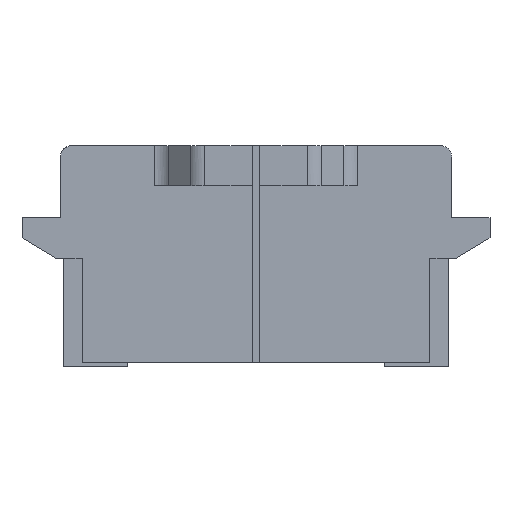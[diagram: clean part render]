
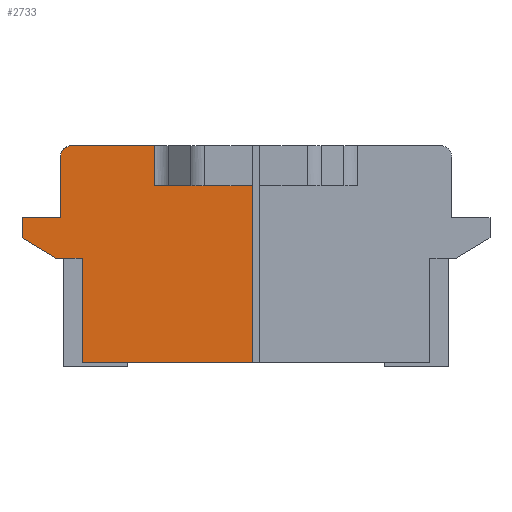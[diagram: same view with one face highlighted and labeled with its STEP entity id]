
A CAD part, left-side view. The second image highlights one B-rep face of the part: STEP entity #2733.
In plain terms, the highlighted planar face has unit normal (-1, 0, 0).
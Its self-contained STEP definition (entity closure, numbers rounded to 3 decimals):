
#365=CARTESIAN_POINT('',(-8.232,6.121,3.2));
#366=VERTEX_POINT('',#365);
#373=CARTESIAN_POINT('',(-8.232,10.294,3.2));
#374=VERTEX_POINT('',#373);
#375=CARTESIAN_POINT('',(-8.232,6.121,3.2));
#376=DIRECTION('',(0.,1.,0.));
#377=VECTOR('',#376,4.173);
#378=LINE('',#375,#377);
#379=EDGE_CURVE('',#366,#374,#378,.T.);
#878=CARTESIAN_POINT('',(-8.232,10.294,5.759));
#879=VERTEX_POINT('',#878);
#880=CARTESIAN_POINT('',(-8.232,10.294,3.2));
#881=DIRECTION('',(0.,0.,1.));
#882=VECTOR('',#881,2.559);
#883=LINE('',#880,#882);
#884=EDGE_CURVE('',#374,#879,#883,.T.);
#2557=CARTESIAN_POINT('',(-8.232,11.77,6.251));
#2558=VERTEX_POINT('',#2557);
#2565=CARTESIAN_POINT('',(-8.232,11.77,6.743));
#2566=VERTEX_POINT('',#2565);
#2567=CARTESIAN_POINT('',(-8.232,11.77,6.251));
#2568=DIRECTION('',(0.,0.,1.));
#2569=VECTOR('',#2568,0.492);
#2570=LINE('',#2567,#2569);
#2571=EDGE_CURVE('',#2558,#2566,#2570,.T.);
#2596=CARTESIAN_POINT('',(-8.232,10.835,6.743));
#2597=VERTEX_POINT('',#2596);
#2598=CARTESIAN_POINT('',(-8.232,11.77,6.743));
#2599=DIRECTION('',(0.,-1.,0.));
#2600=VECTOR('',#2599,0.935);
#2601=LINE('',#2598,#2600);
#2602=EDGE_CURVE('',#2566,#2597,#2601,.T.);
#2626=CARTESIAN_POINT('',(-8.232,10.953,5.759));
#2627=VERTEX_POINT('',#2626);
#2643=CARTESIAN_POINT('',(-8.232,10.294,5.759));
#2644=DIRECTION('',(0.,1.,0.));
#2645=VECTOR('',#2644,0.659);
#2646=LINE('',#2643,#2645);
#2647=EDGE_CURVE('',#879,#2627,#2646,.T.);
#2658=CARTESIAN_POINT('',(-8.232,10.953,5.759));
#2659=DIRECTION('',(0.,0.857,0.516));
#2660=VECTOR('',#2659,0.954);
#2661=LINE('',#2658,#2660);
#2662=EDGE_CURVE('',#2627,#2558,#2661,.T.);
#2674=CARTESIAN_POINT('',(-8.232,5.556,2.668));
#2675=DIRECTION('',(0.,-1.,0.));
#2676=DIRECTION('',(-1.,0.,0.));
#2677=AXIS2_PLACEMENT_3D('',#2674,#2676,#2675);
#2678=PLANE('',#2677);
#2679=ORIENTED_EDGE('',*,*,#379,.F.);
#2680=CARTESIAN_POINT('',(-8.232,6.121,7.531));
#2681=VERTEX_POINT('',#2680);
#2682=CARTESIAN_POINT('',(-8.232,6.121,3.2));
#2683=DIRECTION('',(0.,0.,1.));
#2684=VECTOR('',#2683,4.331);
#2685=LINE('',#2682,#2684);
#2686=EDGE_CURVE('',#366,#2681,#2685,.T.);
#2687=ORIENTED_EDGE('',*,*,#2686,.T.);
#2688=CARTESIAN_POINT('',(-8.232,8.521,7.531));
#2689=VERTEX_POINT('',#2688);
#2690=CARTESIAN_POINT('',(-8.232,6.121,7.531));
#2691=DIRECTION('',(0.,1.,0.));
#2692=VECTOR('',#2691,2.4);
#2693=LINE('',#2690,#2692);
#2694=EDGE_CURVE('',#2681,#2689,#2693,.T.);
#2695=ORIENTED_EDGE('',*,*,#2694,.T.);
#2696=CARTESIAN_POINT('',(-8.232,8.521,8.515));
#2697=VERTEX_POINT('',#2696);
#2698=CARTESIAN_POINT('',(-8.232,8.521,7.531));
#2699=DIRECTION('',(0.,0.,1.));
#2700=VECTOR('',#2699,0.984);
#2701=LINE('',#2698,#2700);
#2702=EDGE_CURVE('',#2689,#2697,#2701,.T.);
#2703=ORIENTED_EDGE('',*,*,#2702,.T.);
#2704=CARTESIAN_POINT('',(-8.232,10.54,8.515));
#2705=VERTEX_POINT('',#2704);
#2706=CARTESIAN_POINT('',(-8.232,8.521,8.515));
#2707=DIRECTION('',(0.,1.,0.));
#2708=VECTOR('',#2707,2.019);
#2709=LINE('',#2706,#2708);
#2710=EDGE_CURVE('',#2697,#2705,#2709,.T.);
#2711=ORIENTED_EDGE('',*,*,#2710,.T.);
#2712=CARTESIAN_POINT('',(-8.232,10.835,8.22));
#2713=VERTEX_POINT('',#2712);
#2714=CARTESIAN_POINT('',(-8.232,10.54,8.515));
#2715=CARTESIAN_POINT('',(-8.232,10.835,8.515));
#2716=CARTESIAN_POINT('',(-8.232,10.835,8.22));
#2717=(BOUNDED_CURVE()B_SPLINE_CURVE(2,(#2714,#2715,#2716),.UNSPECIFIED.,.F.,.U.)B_SPLINE_CURVE_WITH_KNOTS((3,3),(0.,0.232),.UNSPECIFIED.)CURVE()GEOMETRIC_REPRESENTATION_ITEM()RATIONAL_B_SPLINE_CURVE((1.,0.707,1.))REPRESENTATION_ITEM(''));
#2718=EDGE_CURVE('',#2705,#2713,#2717,.T.);
#2719=ORIENTED_EDGE('',*,*,#2718,.T.);
#2720=CARTESIAN_POINT('',(-8.232,10.835,8.22));
#2721=DIRECTION('',(0.,0.,-1.));
#2722=VECTOR('',#2721,1.476);
#2723=LINE('',#2720,#2722);
#2724=EDGE_CURVE('',#2713,#2597,#2723,.T.);
#2725=ORIENTED_EDGE('',*,*,#2724,.T.);
#2726=ORIENTED_EDGE('',*,*,#2602,.F.);
#2727=ORIENTED_EDGE('',*,*,#2571,.F.);
#2728=ORIENTED_EDGE('',*,*,#2662,.F.);
#2729=ORIENTED_EDGE('',*,*,#2647,.F.);
#2730=ORIENTED_EDGE('',*,*,#884,.F.);
#2731=EDGE_LOOP('',(#2679,#2687,#2695,#2703,#2711,#2719,#2725,#2726,#2727,#2728,#2729,#2730));
#2732=FACE_OUTER_BOUND('',#2731,.T.);
#2733=ADVANCED_FACE('',(#2732),#2678,.T.);
